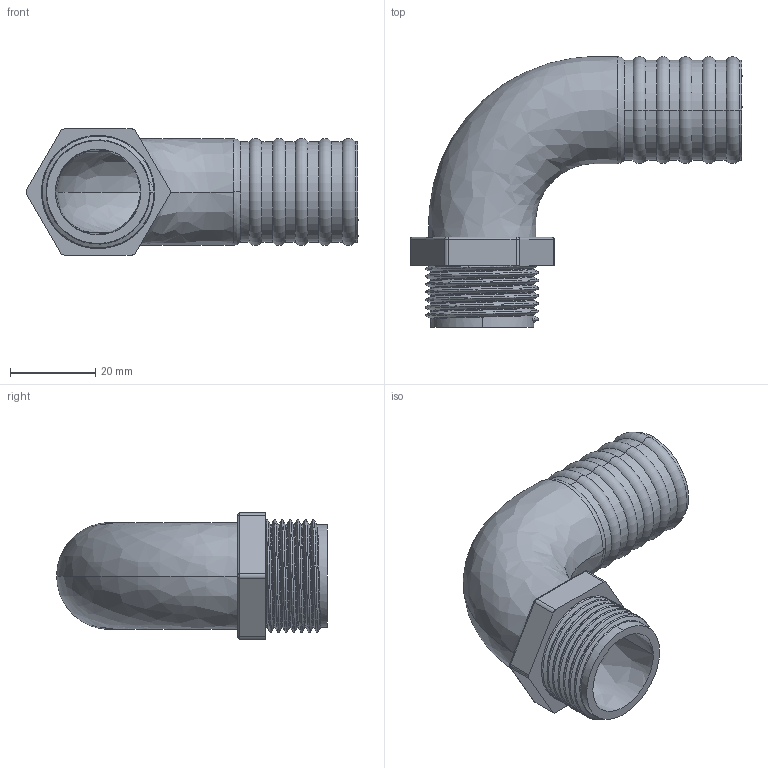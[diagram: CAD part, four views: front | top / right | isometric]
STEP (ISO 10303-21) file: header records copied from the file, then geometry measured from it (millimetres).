
FILE_DESCRIPTION (( 'STEP AP203' ), '1' );
FILE_NAME ('00131_0525.STEP', '2017-05-09T14:58:54', ( '' ), ( '' ), 'SwSTEP 2.0', 'SolidWorks 2011', '' );
FILE_SCHEMA (( 'CONFIG_CONTROL_DESIGN' ));
Length unit declared in the file: millimetre
Products named in the file (1): 00131_0525
Bounding box: 77.68 x 63.3 x 29.5 mm (x, y, z)
Volume: 19068.4 mm3; surface area: 15866 mm2
Topology: 1 solids, 1 shells, 83 faces, 201 edges, 122 vertices
Faces by surface type: cylinder 39, torus 19, bspline 13, plane 10, cone 2
Entity records: 8552 total; most frequent: CARTESIAN_POINT 6671, ORIENTED_EDGE 402, DIRECTION 365, EDGE_CURVE 201, AXIS2_PLACEMENT_3D 153, VERTEX_POINT 122, EDGE_LOOP 87, FACE_OUTER_BOUND 83
